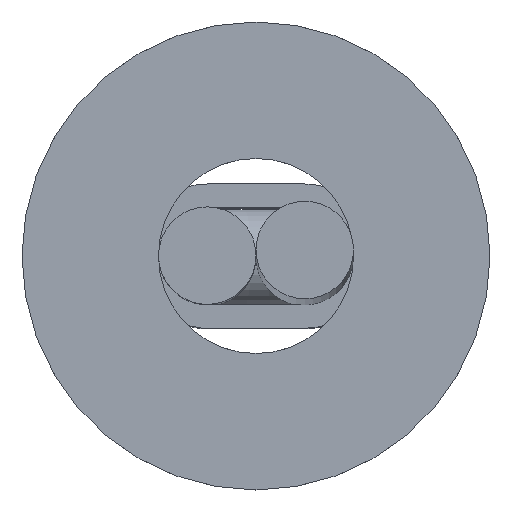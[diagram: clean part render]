
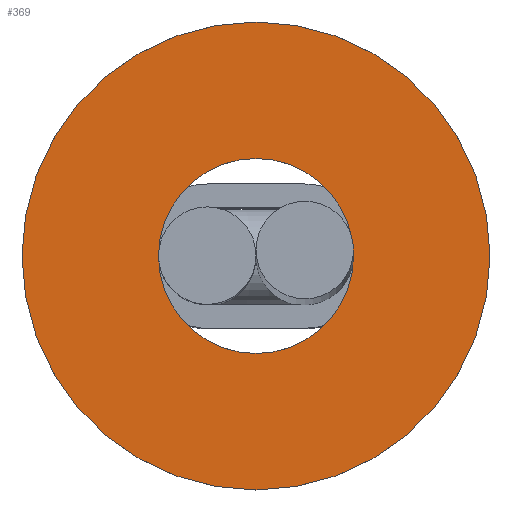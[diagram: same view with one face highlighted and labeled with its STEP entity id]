
A CAD part, top view. The second image highlights one B-rep face of the part: STEP entity #369.
In plain terms, the highlighted face is planar.
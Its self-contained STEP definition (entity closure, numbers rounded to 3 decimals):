
#33=FACE_BOUND('',#74,.T.);
#37=PLANE('',#414);
#49=FACE_OUTER_BOUND('',#73,.T.);
#73=EDGE_LOOP('',(#264));
#74=EDGE_LOOP('',(#265));
#144=CIRCLE('',#408,2.5);
#146=CIRCLE('',#411,6.);
#171=VERTEX_POINT('',#597);
#173=VERTEX_POINT('',#603);
#203=EDGE_CURVE('',#171,#171,#144,.F.);
#206=EDGE_CURVE('',#173,#173,#146,.F.);
#264=ORIENTED_EDGE('',*,*,#206,.F.);
#265=ORIENTED_EDGE('',*,*,#203,.T.);
#369=ADVANCED_FACE('',(#49,#33),#37,.F.);
#408=AXIS2_PLACEMENT_3D('',#598,#467,#468);
#411=AXIS2_PLACEMENT_3D('',#604,#474,#475);
#414=AXIS2_PLACEMENT_3D('',#609,#481,#482);
#467=DIRECTION('center_axis',(0.,-1.,0.));
#468=DIRECTION('ref_axis',(0.,0.,1.));
#474=DIRECTION('center_axis',(0.,-1.,0.));
#475=DIRECTION('ref_axis',(0.,0.,-1.));
#481=DIRECTION('center_axis',(0.,1.,0.));
#482=DIRECTION('ref_axis',(0.,0.,1.));
#597=CARTESIAN_POINT('',(0.,0.,-2.5));
#598=CARTESIAN_POINT('Origin',(0.,0.,0.));
#603=CARTESIAN_POINT('',(0.,0.,6.));
#604=CARTESIAN_POINT('Origin',(0.,0.,0.));
#609=CARTESIAN_POINT('Origin',(0.,0.,0.));
